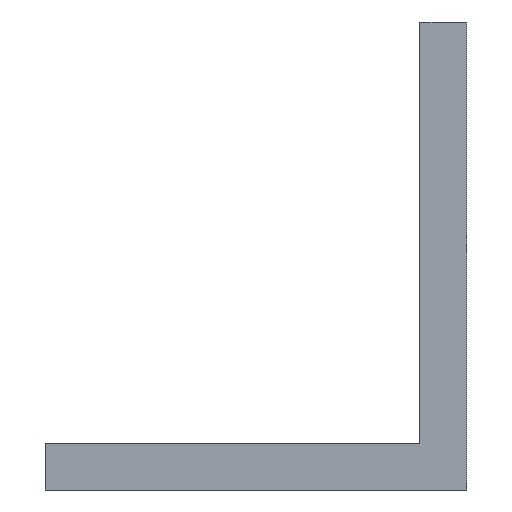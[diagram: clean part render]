
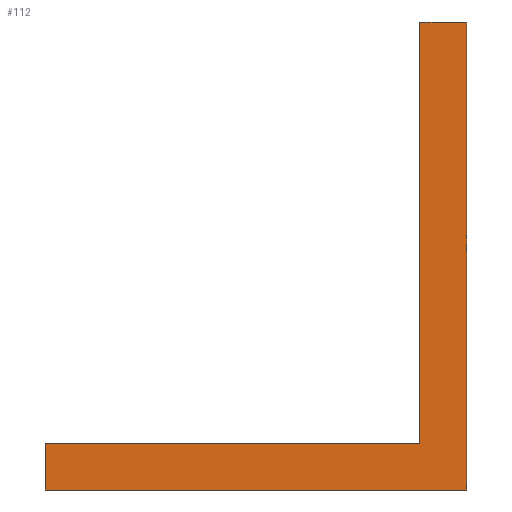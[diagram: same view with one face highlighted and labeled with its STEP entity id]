
A CAD part, left-side view. The second image highlights one B-rep face of the part: STEP entity #112.
In plain terms, the highlighted planar face has unit normal (-1, 0, 0).
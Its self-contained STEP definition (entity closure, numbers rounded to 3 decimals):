
#37 = VERTEX_POINT ( 'NONE', #116 ) ;
#45 = LINE ( 'NONE', #358, #78 ) ;
#61 = EDGE_CURVE ( 'NONE', #591, #37, #45, .T. ) ;
#65 = VECTOR ( 'NONE', #568, 1000. ) ;
#77 = VERTEX_POINT ( 'NONE', #237 ) ;
#78 = VECTOR ( 'NONE', #540, 1000. ) ;
#82 = EDGE_CURVE ( 'NONE', #234, #613, #479, .T. ) ;
#112 = ADVANCED_FACE ( 'NONE', ( #684 ), #625, .F. ) ;
#116 = CARTESIAN_POINT ( 'NONE',  ( -118.257, 1., -0.872 ) ) ;
#118 = ORIENTED_EDGE ( 'NONE', *, *, #61, .F. ) ;
#137 = DIRECTION ( 'NONE',  ( 0., 0., 1. ) ) ;
#206 = VECTOR ( 'NONE', #137, 1000. ) ;
#228 = LINE ( 'NONE', #282, #756 ) ;
#234 = VERTEX_POINT ( 'NONE', #271 ) ;
#237 = CARTESIAN_POINT ( 'NONE',  ( -118.257, 0., -10.872 ) ) ;
#246 = ORIENTED_EDGE ( 'NONE', *, *, #753, .F. ) ;
#261 = LINE ( 'NONE', #505, #65 ) ;
#271 = CARTESIAN_POINT ( 'NONE',  ( -118.257, 9., -10.872 ) ) ;
#281 = CARTESIAN_POINT ( 'NONE',  ( -118.257, 1., -0.872 ) ) ;
#282 = CARTESIAN_POINT ( 'NONE',  ( -118.257, 9., -9.872 ) ) ;
#299 = DIRECTION ( 'NONE',  ( 0., 0., -1. ) ) ;
#327 = VECTOR ( 'NONE', #716, 1000. ) ;
#358 = CARTESIAN_POINT ( 'NONE',  ( -118.257, 1., -10.872 ) ) ;
#375 = EDGE_CURVE ( 'NONE', #77, #607, #261, .T. ) ;
#400 = LINE ( 'NONE', #459, #440 ) ;
#410 = EDGE_CURVE ( 'NONE', #37, #607, #587, .T. ) ;
#435 = CARTESIAN_POINT ( 'NONE',  ( -118.257, 1., -10.872 ) ) ;
#439 = ORIENTED_EDGE ( 'NONE', *, *, #82, .F. ) ;
#440 = VECTOR ( 'NONE', #721, 1000. ) ;
#459 = CARTESIAN_POINT ( 'NONE',  ( -118.257, 1., -10.872 ) ) ;
#461 = ORIENTED_EDGE ( 'NONE', *, *, #410, .F. ) ;
#479 = LINE ( 'NONE', #745, #206 ) ;
#499 = DIRECTION ( 'NONE',  ( 1., 0., 0. ) ) ;
#505 = CARTESIAN_POINT ( 'NONE',  ( -118.257, 0., -10.872 ) ) ;
#540 = DIRECTION ( 'NONE',  ( 0., 0., 1. ) ) ;
#541 = ORIENTED_EDGE ( 'NONE', *, *, #375, .T. ) ;
#551 = CARTESIAN_POINT ( 'NONE',  ( -118.257, 1., -9.872 ) ) ;
#568 = DIRECTION ( 'NONE',  ( 0., 0., 1. ) ) ;
#587 = LINE ( 'NONE', #281, #327 ) ;
#591 = VERTEX_POINT ( 'NONE', #551 ) ;
#607 = VERTEX_POINT ( 'NONE', #750 ) ;
#613 = VERTEX_POINT ( 'NONE', #624 ) ;
#624 = CARTESIAN_POINT ( 'NONE',  ( -118.257, 9., -9.872 ) ) ;
#625 = PLANE ( 'NONE',  #645 ) ;
#636 = EDGE_LOOP ( 'NONE', ( #541, #461, #118, #246, #439, #728 ) ) ;
#645 = AXIS2_PLACEMENT_3D ( 'NONE', #435, #499, #299 ) ;
#661 = DIRECTION ( 'NONE',  ( 0., -1., 0. ) ) ;
#663 = EDGE_CURVE ( 'NONE', #234, #77, #400, .T. ) ;
#684 = FACE_OUTER_BOUND ( 'NONE', #636, .T. ) ;
#716 = DIRECTION ( 'NONE',  ( 0., -1., 0. ) ) ;
#721 = DIRECTION ( 'NONE',  ( 0., -1., 0. ) ) ;
#728 = ORIENTED_EDGE ( 'NONE', *, *, #663, .T. ) ;
#745 = CARTESIAN_POINT ( 'NONE',  ( -118.257, 9., -10.872 ) ) ;
#750 = CARTESIAN_POINT ( 'NONE',  ( -118.257, 0., -0.872 ) ) ;
#753 = EDGE_CURVE ( 'NONE', #613, #591, #228, .T. ) ;
#756 = VECTOR ( 'NONE', #661, 1000. ) ;
